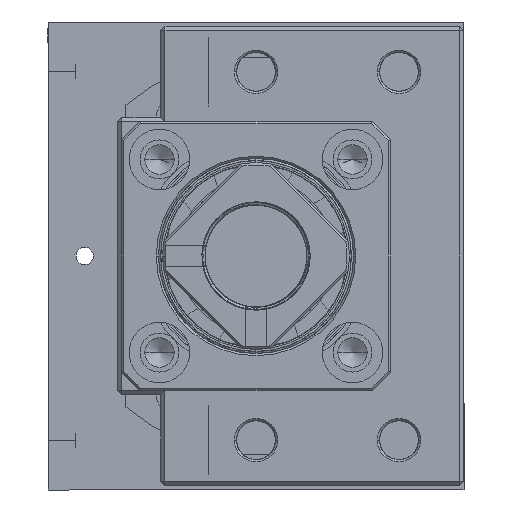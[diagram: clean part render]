
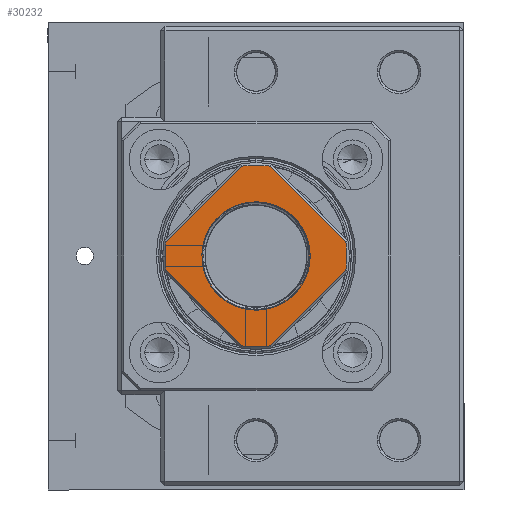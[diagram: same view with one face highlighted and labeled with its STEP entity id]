
A CAD part, left-side view. The second image highlights one B-rep face of the part: STEP entity #30232.
In plain terms, the highlighted face is planar.
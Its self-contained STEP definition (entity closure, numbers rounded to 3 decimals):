
#148 = EDGE_LOOP ( 'NONE', ( #10110, #45355, #22968, #18671, #40597 ) ) ;
#443 = CARTESIAN_POINT ( 'NONE',  ( 0., -42., 69.5 ) ) ;
#951 = EDGE_CURVE ( 'NONE', #47376, #3843, #18846, .T. ) ;
#1007 = LINE ( 'NONE', #16833, #23756 ) ;
#1105 = CARTESIAN_POINT ( 'NONE',  ( 11.189, -42., 53.574 ) ) ;
#1308 = VECTOR ( 'NONE', #32314, 1000. ) ;
#1509 = ORIENTED_EDGE ( 'NONE', *, *, #47917, .T. ) ;
#1525 = VERTEX_POINT ( 'NONE', #16067 ) ;
#3843 = VERTEX_POINT ( 'NONE', #43451 ) ;
#4510 = CARTESIAN_POINT ( 'NONE',  ( 12.158, -42., 50.278 ) ) ;
#5919 = DIRECTION ( 'NONE',  ( 0., 0., -1. ) ) ;
#6585 = DIRECTION ( 'NONE',  ( 0., 1., 0. ) ) ;
#6729 = CARTESIAN_POINT ( 'NONE',  ( -3.303, -42., 68.739 ) ) ;
#6975 = ORIENTED_EDGE ( 'NONE', *, *, #951, .T. ) ;
#6982 = CARTESIAN_POINT ( 'NONE',  ( -20.739, -42., 44.697 ) ) ;
#7927 = EDGE_CURVE ( 'NONE', #31775, #9662, #15004, .T. ) ;
#8068 = LINE ( 'NONE', #24063, #16615 ) ;
#8369 = VERTEX_POINT ( 'NONE', #32957 ) ;
#8406 = CARTESIAN_POINT ( 'NONE',  ( 12.203, -42., 49.897 ) ) ;
#8970 = EDGE_CURVE ( 'NONE', #34788, #8369, #16650, .T. ) ;
#9483 = AXIS2_PLACEMENT_3D ( 'NONE', #18610, #41241, #5919 ) ;
#9662 = VERTEX_POINT ( 'NONE', #23545 ) ;
#9953 = LINE ( 'NONE', #33409, #28067 ) ;
#10110 = ORIENTED_EDGE ( 'NONE', *, *, #18152, .T. ) ;
#11851 = FACE_BOUND ( 'NONE', #148, .T. ) ;
#12466 = LINE ( 'NONE', #43891, #1308 ) ;
#12780 = CARTESIAN_POINT ( 'NONE',  ( 10.825, -42., 54.25 ) ) ;
#13046 = CARTESIAN_POINT ( 'NONE',  ( 11.486, -42., 52.871 ) ) ;
#13561 = EDGE_CURVE ( 'NONE', #46904, #50587, #12466, .T. ) ;
#14001 = CIRCLE ( 'NONE', #41944, 21. ) ;
#15004 = CIRCLE ( 'NONE', #39575, 21. ) ;
#15478 = DIRECTION ( 'NONE',  ( 0., 0., 1. ) ) ;
#16067 = CARTESIAN_POINT ( 'NONE',  ( 7.744, -42., 57.62 ) ) ;
#16113 = DIRECTION ( 'NONE',  ( -0.707, 0., 0.707 ) ) ;
#16615 = VECTOR ( 'NONE', #16113, 1000. ) ;
#16650 = CIRCLE ( 'NONE', #45304, 12.35 ) ;
#16710 = DIRECTION ( 'NONE',  ( 0., 1., 0. ) ) ;
#16796 = ORIENTED_EDGE ( 'NONE', *, *, #13561, .T. ) ;
#16833 = CARTESIAN_POINT ( 'NONE',  ( -20.739, -42., 51.303 ) ) ;
#17429 = CARTESIAN_POINT ( 'NONE',  ( 0., -42., 48. ) ) ;
#17576 = EDGE_CURVE ( 'NONE', #23182, #31775, #34164, .T. ) ;
#17817 = DIRECTION ( 'NONE',  ( 0., 1., 0. ) ) ;
#18152 = EDGE_CURVE ( 'NONE', #45544, #23276, #20750, .T. ) ;
#18243 = CARTESIAN_POINT ( 'NONE',  ( 0., -42., 48. ) ) ;
#18610 = CARTESIAN_POINT ( 'NONE',  ( 0., -42., 48. ) ) ;
#18671 = ORIENTED_EDGE ( 'NONE', *, *, #8970, .T. ) ;
#18846 = CIRCLE ( 'NONE', #31174, 21. ) ;
#19100 = CARTESIAN_POINT ( 'NONE',  ( 10.623, -42., 54.577 ) ) ;
#19157 = ORIENTED_EDGE ( 'NONE', *, *, #7927, .T. ) ;
#20254 = CIRCLE ( 'NONE', #9483, 12.35 ) ;
#20750 = B_SPLINE_CURVE_WITH_KNOTS ( 'NONE', 3,
 ( #8406, #4510, #20795, #24138, #36207, #13046, #1105, #12780 ),
 .UNSPECIFIED., .F., .F.,
 ( 4, 2, 2, 4 ),
 ( 0., 0.001, 0.002, 0.005 ),
 .UNSPECIFIED. ) ;
#20795 = CARTESIAN_POINT ( 'NONE',  ( 12.094, -42., 50.656 ) ) ;
#21037 = DIRECTION ( 'NONE',  ( 0., 1., 0. ) ) ;
#21128 = ORIENTED_EDGE ( 'NONE', *, *, #21610, .T. ) ;
#21427 = CARTESIAN_POINT ( 'NONE',  ( 20.739, -42., 44.697 ) ) ;
#21454 = CARTESIAN_POINT ( 'NONE',  ( -3.303, -42., 27.261 ) ) ;
#21610 = EDGE_CURVE ( 'NONE', #50587, #42385, #14001, .T. ) ;
#21832 = CARTESIAN_POINT ( 'NONE',  ( 10.825, -42., 54.25 ) ) ;
#22077 = EDGE_LOOP ( 'NONE', ( #6975, #24921, #25814, #19157, #1509, #43373, #16796, #21128, #26348 ) ) ;
#22968 = ORIENTED_EDGE ( 'NONE', *, *, #40212, .T. ) ;
#23163 = CARTESIAN_POINT ( 'NONE',  ( 9.946, -42., 55.503 ) ) ;
#23182 = VERTEX_POINT ( 'NONE', #6729 ) ;
#23276 = VERTEX_POINT ( 'NONE', #21832 ) ;
#23545 = CARTESIAN_POINT ( 'NONE',  ( 3.303, -42., 68.739 ) ) ;
#23756 = VECTOR ( 'NONE', #37121, 1000. ) ;
#23900 = EDGE_CURVE ( 'NONE', #42385, #47376, #8068, .T. ) ;
#24063 = CARTESIAN_POINT ( 'NONE',  ( -3.303, -42., 27.261 ) ) ;
#24110 = AXIS2_PLACEMENT_3D ( 'NONE', #443, #35013, #15478 ) ;
#24138 = CARTESIAN_POINT ( 'NONE',  ( 11.932, -42., 51.404 ) ) ;
#24194 = DIRECTION ( 'NONE',  ( 0., 1., 0. ) ) ;
#24435 = CARTESIAN_POINT ( 'NONE',  ( 0., -42., 48. ) ) ;
#24921 = ORIENTED_EDGE ( 'NONE', *, *, #36824, .T. ) ;
#25414 = DIRECTION ( 'NONE',  ( 0., 0., 1. ) ) ;
#25814 = ORIENTED_EDGE ( 'NONE', *, *, #17576, .T. ) ;
#26348 = ORIENTED_EDGE ( 'NONE', *, *, #23900, .T. ) ;
#26991 = CARTESIAN_POINT ( 'NONE',  ( 12.203, -42., 49.897 ) ) ;
#27041 = CARTESIAN_POINT ( 'NONE',  ( 10.407, -42., 54.893 ) ) ;
#27101 = CIRCLE ( 'NONE', #45998, 12.35 ) ;
#27561 = PLANE ( 'NONE',  #24110 ) ;
#27733 = VERTEX_POINT ( 'NONE', #50584 ) ;
#28067 = VECTOR ( 'NONE', #49135, 1000. ) ;
#29139 = DIRECTION ( 'NONE',  ( 0., 0., 1. ) ) ;
#29382 = DIRECTION ( 'NONE',  ( 0., 0., -1. ) ) ;
#29399 = CARTESIAN_POINT ( 'NONE',  ( 0., -42., 48. ) ) ;
#30232 = ADVANCED_FACE ( 'NONE', ( #50746, #11851 ), #27561, .T. ) ;
#31166 = CARTESIAN_POINT ( 'NONE',  ( 9.7, -42., 55.799 ) ) ;
#31174 = AXIS2_PLACEMENT_3D ( 'NONE', #29399, #17817, #29139 ) ;
#31438 = EDGE_CURVE ( 'NONE', #27733, #46904, #38182, .T. ) ;
#31775 = VERTEX_POINT ( 'NONE', #50799 ) ;
#32314 = DIRECTION ( 'NONE',  ( -0.707, 0., -0.707 ) ) ;
#32480 = DIRECTION ( 'NONE',  ( 0., -1., 0. ) ) ;
#32651 = DIRECTION ( 'NONE',  ( 0., 0., 1. ) ) ;
#32957 = CARTESIAN_POINT ( 'NONE',  ( 0., -42., 35.65 ) ) ;
#32993 = CARTESIAN_POINT ( 'NONE',  ( 0., -42., 48. ) ) ;
#33117 = DIRECTION ( 'NONE',  ( 0., 0., 1. ) ) ;
#33178 = AXIS2_PLACEMENT_3D ( 'NONE', #24435, #24194, #36264 ) ;
#33409 = CARTESIAN_POINT ( 'NONE',  ( 3.303, -42., 68.739 ) ) ;
#33579 = EDGE_CURVE ( 'NONE', #8369, #45544, #20254, .T. ) ;
#34164 = CIRCLE ( 'NONE', #39068, 21. ) ;
#34788 = VERTEX_POINT ( 'NONE', #46066 ) ;
#35013 = DIRECTION ( 'NONE',  ( 0., 1., 0. ) ) ;
#36207 = CARTESIAN_POINT ( 'NONE',  ( 11.833, -42., 51.776 ) ) ;
#36264 = DIRECTION ( 'NONE',  ( 0., 0., 1. ) ) ;
#36824 = EDGE_CURVE ( 'NONE', #3843, #23182, #1007, .T. ) ;
#36912 = B_SPLINE_CURVE_WITH_KNOTS ( 'NONE', 3,
 ( #38606, #19100, #27041, #23163, #31166, #42730, #46872, #38863 ),
 .UNSPECIFIED., .F., .F.,
 ( 4, 2, 2, 4 ),
 ( 0., 0.001, 0.002, 0.005 ),
 .UNSPECIFIED. ) ;
#37121 = DIRECTION ( 'NONE',  ( 0.707, 0., 0.707 ) ) ;
#37252 = CARTESIAN_POINT ( 'NONE',  ( 0., -42., 48. ) ) ;
#38182 = CIRCLE ( 'NONE', #33178, 21. ) ;
#38606 = CARTESIAN_POINT ( 'NONE',  ( 10.825, -42., 54.25 ) ) ;
#38863 = CARTESIAN_POINT ( 'NONE',  ( 7.744, -42., 57.62 ) ) ;
#39068 = AXIS2_PLACEMENT_3D ( 'NONE', #17429, #21037, #33117 ) ;
#39575 = AXIS2_PLACEMENT_3D ( 'NONE', #37252, #16710, #32651 ) ;
#40212 = EDGE_CURVE ( 'NONE', #1525, #34788, #27101, .T. ) ;
#40565 = DIRECTION ( 'NONE',  ( 0., 0., -1. ) ) ;
#40597 = ORIENTED_EDGE ( 'NONE', *, *, #33579, .T. ) ;
#41241 = DIRECTION ( 'NONE',  ( 0., -1., 0. ) ) ;
#41350 = CARTESIAN_POINT ( 'NONE',  ( 3.303, -42., 27.261 ) ) ;
#41944 = AXIS2_PLACEMENT_3D ( 'NONE', #18243, #6585, #25414 ) ;
#42385 = VERTEX_POINT ( 'NONE', #21454 ) ;
#42730 = CARTESIAN_POINT ( 'NONE',  ( 8.924, -42., 56.647 ) ) ;
#43373 = ORIENTED_EDGE ( 'NONE', *, *, #31438, .T. ) ;
#43451 = CARTESIAN_POINT ( 'NONE',  ( -20.739, -42., 51.303 ) ) ;
#43891 = CARTESIAN_POINT ( 'NONE',  ( 20.739, -42., 44.697 ) ) ;
#44949 = DIRECTION ( 'NONE',  ( 0., -1., 0. ) ) ;
#45304 = AXIS2_PLACEMENT_3D ( 'NONE', #32993, #32480, #29382 ) ;
#45355 = ORIENTED_EDGE ( 'NONE', *, *, #50089, .T. ) ;
#45544 = VERTEX_POINT ( 'NONE', #26991 ) ;
#45998 = AXIS2_PLACEMENT_3D ( 'NONE', #48841, #44949, #40565 ) ;
#46066 = CARTESIAN_POINT ( 'NONE',  ( 0., -42., 60.35 ) ) ;
#46872 = CARTESIAN_POINT ( 'NONE',  ( 8.359, -42., 57.16 ) ) ;
#46904 = VERTEX_POINT ( 'NONE', #21427 ) ;
#47376 = VERTEX_POINT ( 'NONE', #6982 ) ;
#47917 = EDGE_CURVE ( 'NONE', #9662, #27733, #9953, .T. ) ;
#48841 = CARTESIAN_POINT ( 'NONE',  ( 0., -42., 48. ) ) ;
#49135 = DIRECTION ( 'NONE',  ( 0.707, 0., -0.707 ) ) ;
#50089 = EDGE_CURVE ( 'NONE', #23276, #1525, #36912, .T. ) ;
#50584 = CARTESIAN_POINT ( 'NONE',  ( 20.739, -42., 51.303 ) ) ;
#50587 = VERTEX_POINT ( 'NONE', #41350 ) ;
#50746 = FACE_OUTER_BOUND ( 'NONE', #22077, .T. ) ;
#50799 = CARTESIAN_POINT ( 'NONE',  ( 0., -42., 69. ) ) ;
